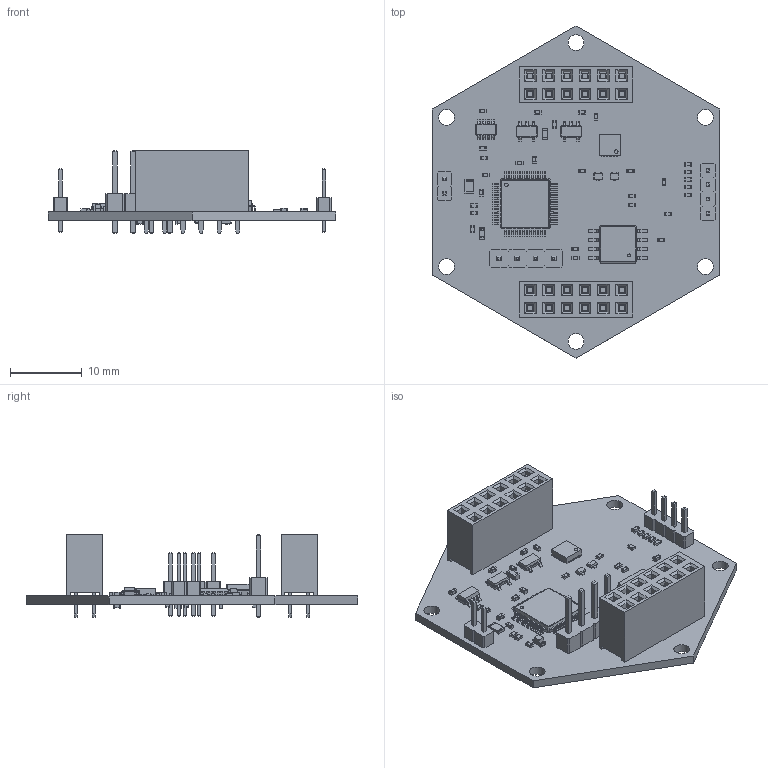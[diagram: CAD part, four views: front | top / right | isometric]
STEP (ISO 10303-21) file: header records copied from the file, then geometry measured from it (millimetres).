
FILE_DESCRIPTION(('FreeCAD Model'),'2;1');
FILE_NAME('Open CASCADE Shape Model','2024-01-18T18:21:33',('Author'),( ''),'Open CASCADE STEP processor 7.5','FreeCAD','Unknown');
FILE_SCHEMA(('AUTOMOTIVE_DESIGN { 1 0 10303 214 1 1 1 1 }'));
Length unit declared in the file: millimetre
Products named in the file (28): MCU; Local_CS_d33; Board_Geoms_d33; Pcb_d33; PCB_Sketch_d33; Step_Models_d33; Top_d33; C7_C_0402_1005Metric_fb53f08dae77; R15_R_0402_1005Metric_2e6ba7737984; U4_TSOT_23_5_1c47d66d0b90; J1_ZL262-12D_P2-54_L15-74_W5_H8-5_6bbc479e31c9; C9_C_0603_1608Metric_bcf6387c43dd; U3_SOT_23_8_3f22a8c5597a; R19_R_0805_2012Metric_d9e47614d9fc; U2_TQFP_48_7x7mm_P05mm_701e66f97476; J4_PinHeader_1x04_P254mm_Vertical_2619d679aa0a; Q2_DTC115EMT2L004_1dcfc582a757; DTC115EMT2L; DTC115EMT2L001; DTC115EMT2L002; DTC115EMT2L003; U5_QFN-24-1EP_3x3mm_Pitch0.4mm_12acc835fdfd; J6_PinHeader_1x04_P200mm_Vertical_9fa6987b58f1; U1_SSOP_8_525x524mm_P127mm_4f8737a89f74; D1_LED_0603_1608Metric_83a4edea2a74; J5_PinHeader_1x02_P200mm_Vertical_9449f0b80344; Bot_d33; R20_R_0603_1608Metric_31454b58707b
Assembly tree (62 placements, depth 5):
  MCU
    Local_CS_d33
    Board_Geoms_d33
      Pcb_d33
      PCB_Sketch_d33
    Step_Models_d33
      Top_d33
        C7_C_0402_1005Metric_fb53f08dae77  x11
        R15_R_0402_1005Metric_2e6ba7737984  x17
        U4_TSOT_23_5_1c47d66d0b90  x2
        J1_ZL262-12D_P2-54_L15-74_W5_H8-5_6bbc479e31c9  x2
        C9_C_0603_1608Metric_bcf6387c43dd
        U3_SOT_23_8_3f22a8c5597a
        R19_R_0805_2012Metric_d9e47614d9fc
        U2_TQFP_48_7x7mm_P05mm_701e66f97476
        J4_PinHeader_1x04_P254mm_Vertical_2619d679aa0a
        Q2_DTC115EMT2L004_1dcfc582a757  x2
          DTC115EMT2L
          DTC115EMT2L001
          DTC115EMT2L002
          DTC115EMT2L003
        U5_QFN-24-1EP_3x3mm_Pitch0.4mm_12acc835fdfd
        J6_PinHeader_1x04_P200mm_Vertical_9fa6987b58f1
        U1_SSOP_8_525x524mm_P127mm_4f8737a89f74
        D1_LED_0603_1608Metric_83a4edea2a74
        J5_PinHeader_1x02_P200mm_Vertical_9449f0b80344
      Bot_d33
        C7_C_0402_1005Metric_fb53f08dae77  x4
        R15_R_0402_1005Metric_2e6ba7737984  x2
        R20_R_0603_1608Metric_31454b58707b
Bounding box: 40 x 46.19 x 11.54 mm (x, y, z)
Volume: 3036.8 mm3; surface area: 6640.1 mm2
Topology: 58 solids, 58 shells, 3590 faces, 9347 edges, 6008 vertices
Faces by surface type: plane 2657, cylinder 731, bspline 202
Full cylindrical faces by diameter (mm): 0.4 x1, 0.5 x2, 0.8 x6, 1 x28, 2.2 x6
Entity records: 85138 total; most frequent: CARTESIAN_POINT 15999, ORIENTED_EDGE 11644, DIRECTION 10712, EDGE_CURVE 5822, LINE 4878, VECTOR 4878, VERTEX_POINT 3704, AXIS2_PLACEMENT_3D 2917
